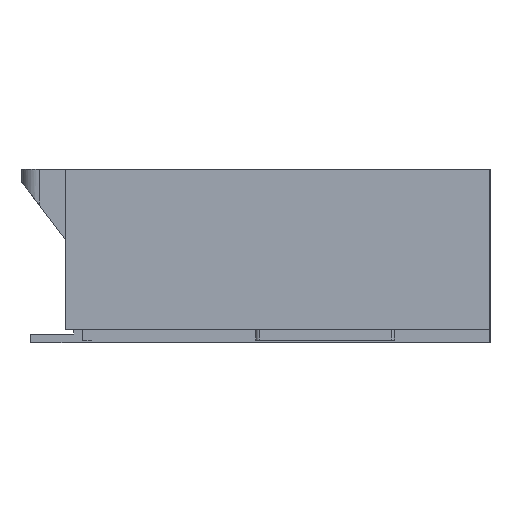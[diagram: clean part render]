
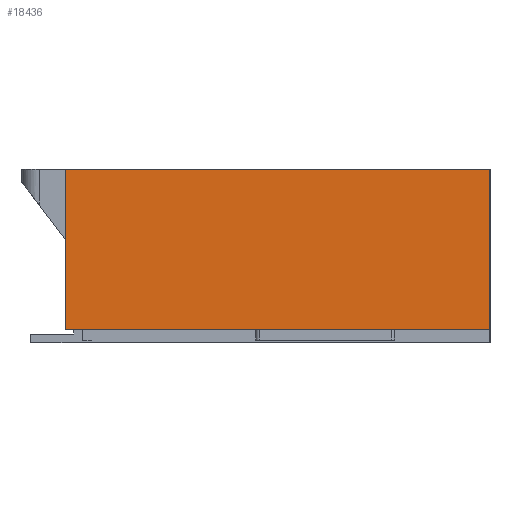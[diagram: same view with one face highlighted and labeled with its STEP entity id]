
A CAD part, left-side view. The second image highlights one B-rep face of the part: STEP entity #18436.
In plain terms, the highlighted planar face has unit normal (-1, 0, 0).
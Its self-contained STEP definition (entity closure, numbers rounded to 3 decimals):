
#899=FACE_OUTER_BOUND('',#1844,.T.);
#1844=EDGE_LOOP('',(#14226,#14227,#14228,#14229));
#3460=LINE('',#27299,#5817);
#3472=LINE('',#27323,#5829);
#3623=LINE('',#27632,#5980);
#3702=LINE('',#27786,#6059);
#5817=VECTOR('',#22566,1.);
#5829=VECTOR('',#22582,1.);
#5980=VECTOR('',#22749,1.);
#6059=VECTOR('',#22860,1.);
#7802=VERTEX_POINT('',#27296);
#7803=VERTEX_POINT('',#27298);
#7813=VERTEX_POINT('',#27321);
#7963=VERTEX_POINT('',#27631);
#9910=EDGE_CURVE('',#7803,#7802,#3460,.T.);
#9922=EDGE_CURVE('',#7802,#7813,#3472,.T.);
#10077=EDGE_CURVE('',#7963,#7803,#3623,.T.);
#10157=EDGE_CURVE('',#7813,#7963,#3702,.T.);
#14226=ORIENTED_EDGE('',*,*,#10157,.T.);
#14227=ORIENTED_EDGE('',*,*,#10077,.T.);
#14228=ORIENTED_EDGE('',*,*,#9910,.T.);
#14229=ORIENTED_EDGE('',*,*,#9922,.T.);
#16494=PLANE('',#19558);
#18436=ADVANCED_FACE('',(#899),#16494,.F.);
#19558=AXIS2_PLACEMENT_3D('',#27991,#23043,#23044);
#22566=DIRECTION('',(0.,1.,0.));
#22582=DIRECTION('',(0.,0.,-1.));
#22749=DIRECTION('',(0.,0.,1.));
#22860=DIRECTION('',(0.,-1.,0.));
#23043=DIRECTION('center_axis',(1.,0.,0.));
#23044=DIRECTION('ref_axis',(0.,1.,0.));
#27296=CARTESIAN_POINT('',(-9.25,1.375,2.));
#27298=CARTESIAN_POINT('',(-9.25,-3.525,2.));
#27299=CARTESIAN_POINT('',(-9.25,-3.525,2.));
#27321=CARTESIAN_POINT('',(-9.25,1.375,0.15));
#27323=CARTESIAN_POINT('',(-9.25,1.375,0.));
#27631=CARTESIAN_POINT('',(-9.25,-3.525,0.15));
#27632=CARTESIAN_POINT('',(-9.25,-3.525,0.));
#27786=CARTESIAN_POINT('',(-9.25,1.375,0.15));
#27991=CARTESIAN_POINT('Origin',(-9.25,1.625,0.));
